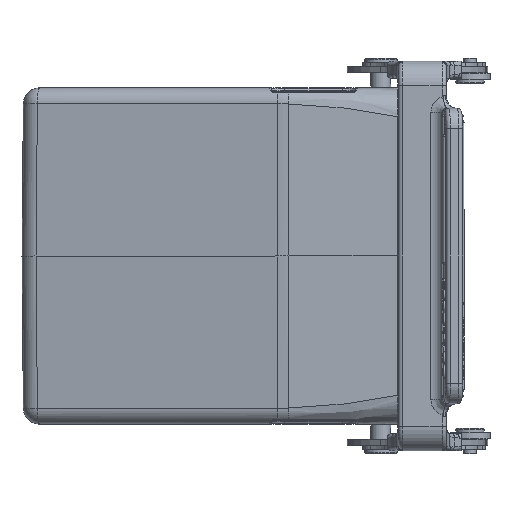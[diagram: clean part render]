
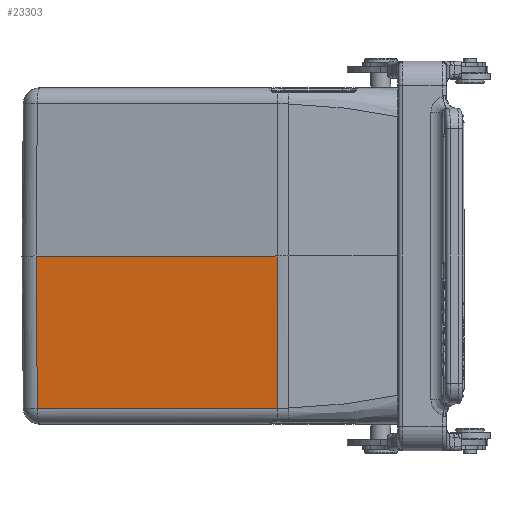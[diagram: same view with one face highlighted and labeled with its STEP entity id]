
A CAD part, left-side view. The second image highlights one B-rep face of the part: STEP entity #23303.
In plain terms, the highlighted planar face has unit normal (-0.99, 0.139, -0.009).
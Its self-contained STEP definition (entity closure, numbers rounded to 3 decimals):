
#16264=LINE('',#71054,#18797);
#16325=LINE('',#71613,#18858);
#16326=LINE('',#71615,#18859);
#16327=LINE('',#71617,#18860);
#18797=VECTOR('',#53919,1.);
#18858=VECTOR('',#54258,1.);
#18859=VECTOR('',#54259,1.);
#18860=VECTOR('',#54260,1.);
#20261=PLANE('',#47580);
#21494=FACE_OUTER_BOUND('',#26546,.T.);
#23303=ADVANCED_FACE('NONE',(#21494),#20261,.T.);
#26546=EDGE_LOOP('',(#32629,#32630,#32631,#32632));
#32629=ORIENTED_EDGE('',*,*,#42384,.T.);
#32630=ORIENTED_EDGE('',*,*,#42546,.F.);
#32631=ORIENTED_EDGE('',*,*,#42547,.F.);
#32632=ORIENTED_EDGE('',*,*,#42548,.F.);
#38553=VERTEX_POINT('',#71053);
#38554=VERTEX_POINT('',#71055);
#38665=VERTEX_POINT('',#71614);
#38666=VERTEX_POINT('',#71616);
#42384=EDGE_CURVE('',#38554,#38553,#16264,.T.);
#42546=EDGE_CURVE('',#38665,#38553,#16325,.T.);
#42547=EDGE_CURVE('',#38666,#38665,#16326,.T.);
#42548=EDGE_CURVE('',#38554,#38666,#16327,.T.);
#47580=AXIS2_PLACEMENT_3D('',#71618,#54261,#54262);
#53919=DIRECTION('',(0.008,-0.009,-1.));
#54258=DIRECTION('',(0.139,0.99,0.));
#54259=DIRECTION('',(0.009,-0.001,-1.));
#54260=DIRECTION('',(-0.139,-0.99,0.));
#54261=DIRECTION('',(-0.99,0.139,-0.009));
#54262=DIRECTION('',(-0.139,-0.99,0.));
#71053=CARTESIAN_POINT('',(-38.201,43.231,-37.285));
#71054=CARTESIAN_POINT('',(-38.484,43.557,0.));
#71055=CARTESIAN_POINT('',(-38.484,43.557,0.));
#71613=CARTESIAN_POINT('',(-46.48,-15.676,-37.285));
#71614=CARTESIAN_POINT('',(-46.48,-15.676,-37.285));
#71615=CARTESIAN_POINT('',(-46.805,-15.653,0.001));
#71616=CARTESIAN_POINT('',(-46.805,-15.653,0.));
#71617=CARTESIAN_POINT('',(-38.,47.,0.));
#71618=CARTESIAN_POINT('',(-38.,47.,0.));
